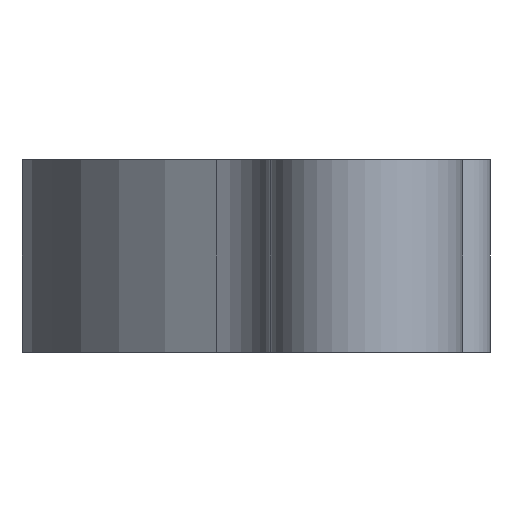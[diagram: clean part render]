
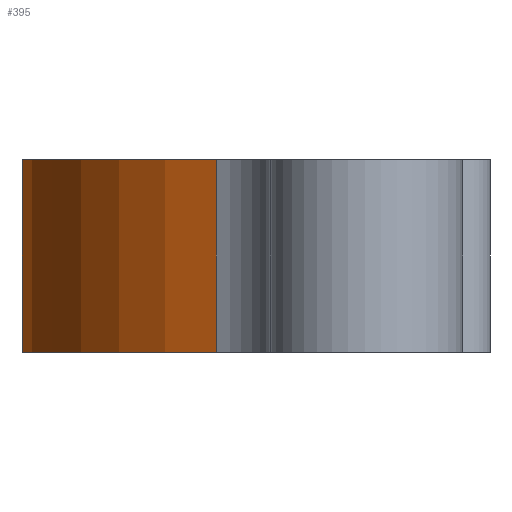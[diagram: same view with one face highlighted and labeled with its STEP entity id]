
A CAD part, left-side view. The second image highlights one B-rep face of the part: STEP entity #395.
In plain terms, the highlighted cylindrical face has radius 18 mm (diameter 36 mm), a partial arc.
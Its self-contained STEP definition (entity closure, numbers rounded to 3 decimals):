
#343=CARTESIAN_POINT('Vertex',(78.644,1.569,0.)) ;
#346=CARTESIAN_POINT('Line Origine',(78.644,1.569,5.)) ;
#350=CARTESIAN_POINT('Vertex',(78.644,1.569,10.)) ;
#365=CARTESIAN_POINT('Axis2P3D Location',(60.712,0.,5.)) ;
#370=CARTESIAN_POINT('Axis2P3D Location',(60.712,0.,0.)) ;
#374=CARTESIAN_POINT('Vertex',(44.503,7.826,0.)) ;
#377=CARTESIAN_POINT('Line Origine',(44.503,7.826,5.)) ;
#381=CARTESIAN_POINT('Vertex',(44.503,7.826,10.)) ;
#384=CARTESIAN_POINT('Axis2P3D Location',(60.712,0.,10.)) ;
#347=DIRECTION('Vector Direction',(0.,0.,1.)) ;
#366=DIRECTION('Axis2P3D Direction',(0.,0.,1.)) ;
#367=DIRECTION('Axis2P3D XDirection',(0.996,0.087,0.)) ;
#371=DIRECTION('Axis2P3D Direction',(0.,0.,1.)) ;
#378=DIRECTION('Vector Direction',(0.,0.,1.)) ;
#385=DIRECTION('Axis2P3D Direction',(0.,0.,1.)) ;
#368=AXIS2_PLACEMENT_3D('Cylinder Axis2P3D',#365,#366,#367) ;
#372=AXIS2_PLACEMENT_3D('Circle Axis2P3D',#370,#371,$) ;
#386=AXIS2_PLACEMENT_3D('Circle Axis2P3D',#384,#385,$) ;
#390=ORIENTED_EDGE('',*,*,#352,.F.) ;
#391=ORIENTED_EDGE('',*,*,#376,.T.) ;
#392=ORIENTED_EDGE('',*,*,#383,.T.) ;
#393=ORIENTED_EDGE('',*,*,#388,.F.) ;
#348=VECTOR('Line Direction',#347,1.) ;
#379=VECTOR('Line Direction',#378,1.) ;
#395=ADVANCED_FACE('PartBody',(#394),#369,.T.) ;
#373=CIRCLE('generated circle',#372,18.) ;
#387=CIRCLE('generated circle',#386,18.) ;
#369=CYLINDRICAL_SURFACE('generated cylinder',#368,18.) ;
#352=EDGE_CURVE('',#344,#351,#349,.T.) ;
#376=EDGE_CURVE('',#344,#375,#373,.T.) ;
#383=EDGE_CURVE('',#375,#382,#380,.T.) ;
#388=EDGE_CURVE('',#351,#382,#387,.T.) ;
#389=EDGE_LOOP('',(#390,#391,#392,#393)) ;
#394=FACE_OUTER_BOUND('',#389,.T.) ;
#349=LINE('Line',#346,#348) ;
#380=LINE('Line',#377,#379) ;
#344=VERTEX_POINT('',#343) ;
#351=VERTEX_POINT('',#350) ;
#375=VERTEX_POINT('',#374) ;
#382=VERTEX_POINT('',#381) ;
